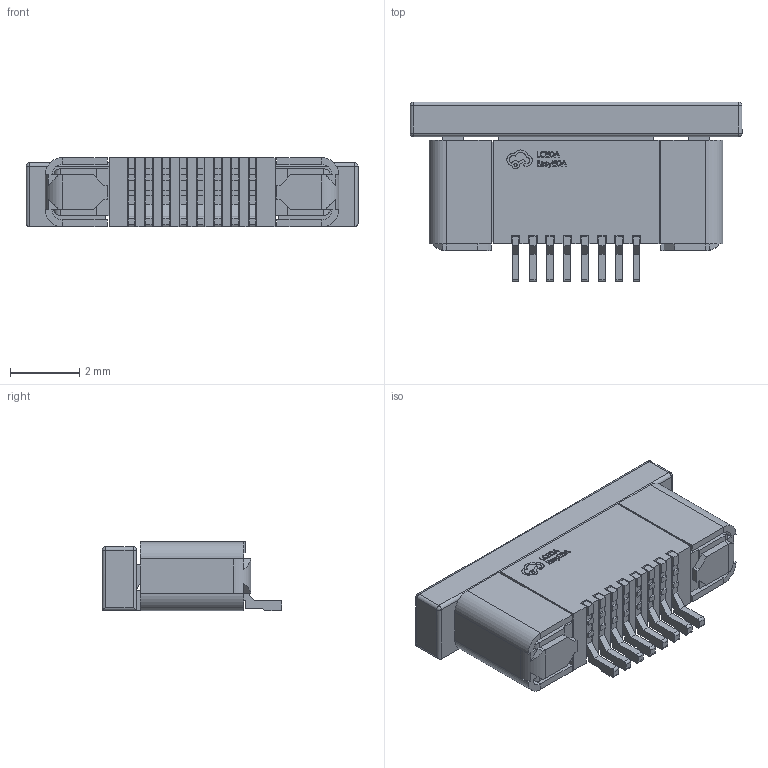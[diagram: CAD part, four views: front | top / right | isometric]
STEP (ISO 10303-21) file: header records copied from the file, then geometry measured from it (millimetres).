
FILE_DESCRIPTION (( 'STEP AP214' ), '1' );
FILE_NAME ('FPC-SMD_KH-CL0.5-L9.6-W5.2-H2.0-8PIN.step', '2022-07-06T14:50:32', ( '' ), ( '' ), 'SwSTEP 2.0', 'SolidWorks 2020', '' );
FILE_SCHEMA (( 'AUTOMOTIVE_DESIGN' ));
Length unit declared in the file: millimetre
Products named in the file (1): FPC-SMD_KH-CL0.5-L9.6-W5.2-H2.0-8PIN
Bounding box: 9.6 x 5.2 x 2.01 mm (x, y, z)
Volume: 51.3 mm3; surface area: 372.2 mm2
Topology: 8 solids, 8 shells, 925 faces, 2603 edges, 1704 vertices
Faces by surface type: plane 680, bspline 146, cylinder 95, sphere 4
Entity records: 42143 total; most frequent: CARTESIAN_POINT 8891, ORIENTED_EDGE 5198, DIRECTION 4029, EDGE_CURVE 2599, VECTOR 2113, LINE 2113, VERTEX_POINT 1704, AXIS2_PLACEMENT_3D 958
